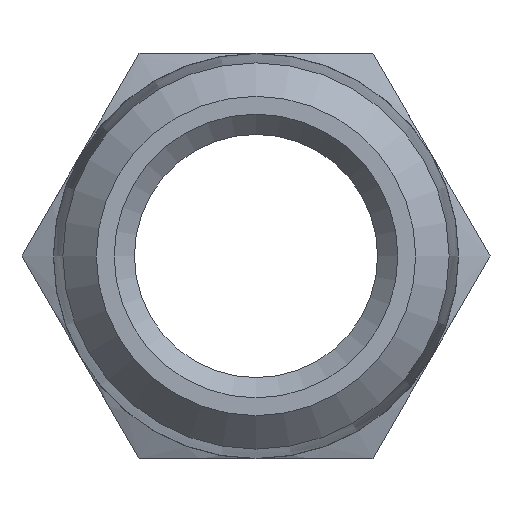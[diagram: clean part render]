
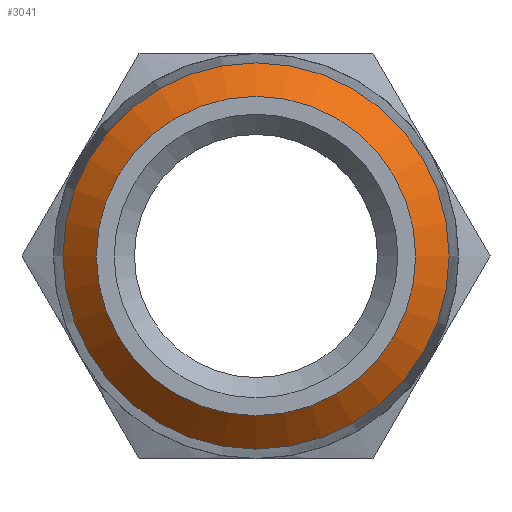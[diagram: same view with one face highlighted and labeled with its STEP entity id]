
A CAD part, left-side view. The second image highlights one B-rep face of the part: STEP entity #3041.
In plain terms, the highlighted conical face has half-angle 45.895 degrees and reference radius 4.353 mm.
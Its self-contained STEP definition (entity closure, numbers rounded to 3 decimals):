
#2987=CARTESIAN_POINT('',(-41.0,3.94,0.));
#2988=VERTEX_POINT('',#2987);
#2989=CARTESIAN_POINT('',(-41.0,0.,0.0));
#2990=DIRECTION('',(1.0,0.0,0.0));
#2991=DIRECTION('',(0.0,-1.0,0.0));
#2992=AXIS2_PLACEMENT_3D('',#2989,#2990,#2991);
#2993=CIRCLE('',#2992,3.94);
#2994=EDGE_CURVE('',#2988,#2988,#2993,.T.);
#3022=CARTESIAN_POINT('',(-40.6,0.,0.));
#3023=DIRECTION('',(1.0,0.,0.));
#3024=DIRECTION('',(0.0,-1.0,0.0));
#3025=AXIS2_PLACEMENT_3D('',#3022,#3023,#3024);
#3026=CONICAL_SURFACE('',#3025,4.352,45.895);
#3027=ORIENTED_EDGE('',*,*,#2994,.T.);
#3028=EDGE_LOOP('',(#3027));
#3029=FACE_OUTER_BOUND('',#3028,.T.);
#3030=CARTESIAN_POINT('',(-40.2,4.765,0.));
#3031=VERTEX_POINT('',#3030);
#3032=CARTESIAN_POINT('',(-40.2,0.0,0.));
#3033=DIRECTION('',(-1.0,0.0,0.0));
#3034=DIRECTION('',(0.0,-1.0,0.0));
#3035=AXIS2_PLACEMENT_3D('',#3032,#3033,#3034);
#3036=CIRCLE('',#3035,4.765);
#3037=EDGE_CURVE('',#3031,#3031,#3036,.T.);
#3038=ORIENTED_EDGE('',*,*,#3037,.T.);
#3039=EDGE_LOOP('',(#3038));
#3040=FACE_BOUND('',#3039,.T.);
#3041=ADVANCED_FACE('',(#3029,#3040),#3026,.T.);
